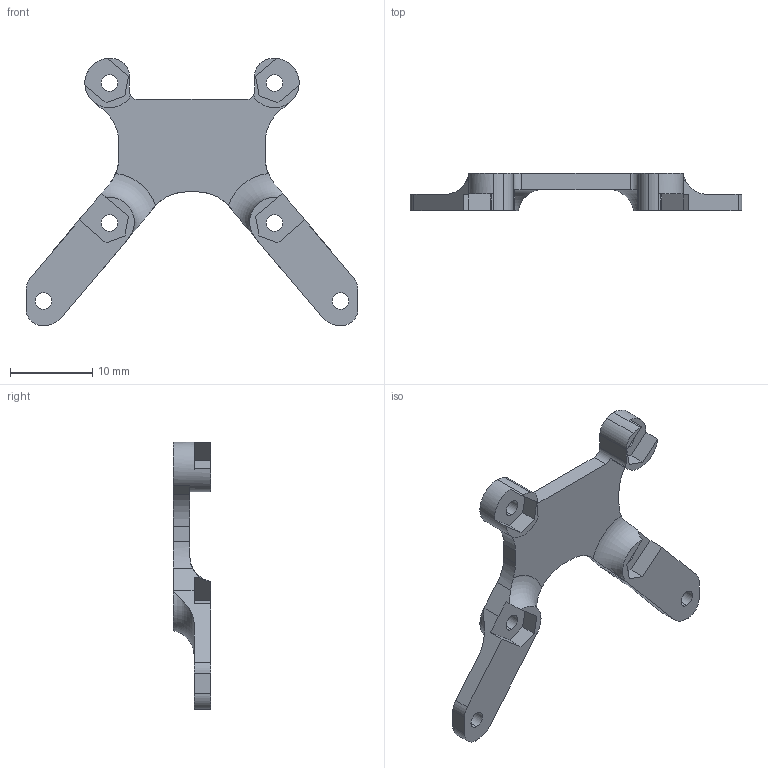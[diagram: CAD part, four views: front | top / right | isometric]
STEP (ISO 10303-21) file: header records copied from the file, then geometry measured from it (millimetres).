
FILE_DESCRIPTION (( 'STEP AP214' ), '1' );
FILE_NAME ('current_sense_standoff_x1.STEP', '2021-05-02T05:08:44', ( '' ), ( '' ), 'SwSTEP 2.0', 'SolidWorks 2019', '' );
FILE_SCHEMA (( 'AUTOMOTIVE_DESIGN' ));
Length unit declared in the file: millimetre
Products named in the file (1): current_sense_standoff_x1
Bounding box: 40.26 x 4.5 x 32.45 mm (x, y, z)
Volume: 1114.3 mm3; surface area: 1591.2 mm2
Topology: 1 solids, 1 shells, 88 faces, 252 edges, 166 vertices
Faces by surface type: plane 46, cylinder 36, torus 6
Entity records: 3048 total; most frequent: CARTESIAN_POINT 629, DIRECTION 506, ORIENTED_EDGE 504, EDGE_CURVE 252, AXIS2_PLACEMENT_3D 181, VERTEX_POINT 166, LINE 144, VECTOR 144
